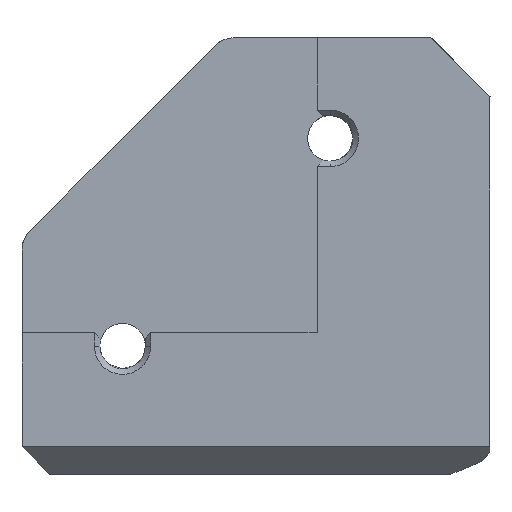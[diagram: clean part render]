
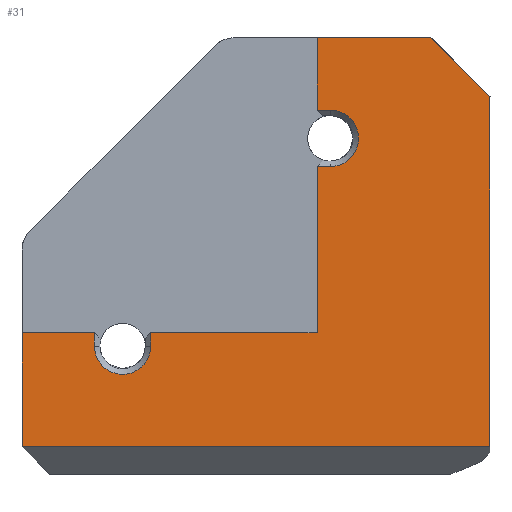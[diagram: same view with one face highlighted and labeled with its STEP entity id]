
A CAD part, top view. The second image highlights one B-rep face of the part: STEP entity #31.
In plain terms, the highlighted planar face has unit normal (0, 0, 1).
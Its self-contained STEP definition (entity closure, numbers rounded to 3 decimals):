
#31=ADVANCED_FACE('',(#80),#752,.T.);
#80=FACE_OUTER_BOUND('',#129,.T.);
#129=EDGE_LOOP('',(#215,#216,#217,#218,#219,#220,#221,#222,#223,#224,#225,
#226,#227,#228,#229,#230,#231));
#215=ORIENTED_EDGE('',*,*,#452,.F.);
#216=ORIENTED_EDGE('',*,*,#445,.F.);
#217=ORIENTED_EDGE('',*,*,#453,.F.);
#218=ORIENTED_EDGE('',*,*,#454,.F.);
#219=ORIENTED_EDGE('',*,*,#455,.F.);
#220=ORIENTED_EDGE('',*,*,#502,.F.);
#221=ORIENTED_EDGE('',*,*,#456,.F.);
#222=ORIENTED_EDGE('',*,*,#457,.F.);
#223=ORIENTED_EDGE('',*,*,#458,.F.);
#224=ORIENTED_EDGE('',*,*,#491,.F.);
#225=ORIENTED_EDGE('',*,*,#459,.F.);
#226=ORIENTED_EDGE('',*,*,#460,.F.);
#227=ORIENTED_EDGE('',*,*,#461,.F.);
#228=ORIENTED_EDGE('',*,*,#486,.F.);
#229=ORIENTED_EDGE('',*,*,#462,.F.);
#230=ORIENTED_EDGE('',*,*,#448,.F.);
#231=ORIENTED_EDGE('',*,*,#418,.F.);
#418=EDGE_CURVE('',#664,#661,#560,.T.);
#445=EDGE_CURVE('',#694,#692,#579,.T.);
#448=EDGE_CURVE('',#661,#698,#582,.T.);
#452=EDGE_CURVE('',#692,#664,#586,.T.);
#453=EDGE_CURVE('',#700,#694,#587,.T.);
#454=EDGE_CURVE('',#701,#700,#588,.T.);
#455=EDGE_CURVE('',#702,#701,#589,.T.);
#456=EDGE_CURVE('',#704,#703,#590,.T.);
#457=EDGE_CURVE('',#705,#704,#591,.T.);
#458=EDGE_CURVE('',#706,#705,#592,.T.);
#459=EDGE_CURVE('',#708,#707,#593,.T.);
#460=EDGE_CURVE('',#709,#708,#546,.T.);
#461=EDGE_CURVE('',#710,#709,#594,.T.);
#462=EDGE_CURVE('',#698,#711,#595,.T.);
#486=EDGE_CURVE('',#711,#710,#615,.T.);
#491=EDGE_CURVE('',#707,#706,#620,.T.);
#502=EDGE_CURVE('',#703,#702,#551,.T.);
#546=(
BOUNDED_CURVE()
B_SPLINE_CURVE(2,(#1331,#1332,#1333,#1334,#1335),.UNSPECIFIED.,.F.,.F.)
B_SPLINE_CURVE_WITH_KNOTS((3,2,3),(-6.596,-3.298,
0.),.UNSPECIFIED.)
CURVE()
GEOMETRIC_REPRESENTATION_ITEM()
RATIONAL_B_SPLINE_CURVE((1.,0.707,1.,0.707,1.))
REPRESENTATION_ITEM('')
);
#551=(
BOUNDED_CURVE()
B_SPLINE_CURVE(2,(#1422,#1423,#1424,#1425,#1426),.UNSPECIFIED.,.F.,.F.)
B_SPLINE_CURVE_WITH_KNOTS((3,2,3),(0.,3.299,6.597),
 .UNSPECIFIED.)
CURVE()
GEOMETRIC_REPRESENTATION_ITEM()
RATIONAL_B_SPLINE_CURVE((1.,0.707,1.,0.707,1.))
REPRESENTATION_ITEM('')
);
#560=B_SPLINE_CURVE_WITH_KNOTS('',1,(#1222,#1223),.UNSPECIFIED.,.F.,.F.,
(2,2),(-34.9,0.),.UNSPECIFIED.);
#579=B_SPLINE_CURVE_WITH_KNOTS('',1,(#1300,#1301,#1302),.UNSPECIFIED.,.F.,
 .F.,(2,1,2),(0.,0.4,6.223),.UNSPECIFIED.);
#582=B_SPLINE_CURVE_WITH_KNOTS('',1,(#1307,#1308),.UNSPECIFIED.,.F.,.F.,
(2,2),(0.,8.5),.UNSPECIFIED.);
#586=B_SPLINE_CURVE_WITH_KNOTS('',1,(#1315,#1316),.UNSPECIFIED.,.F.,.F.,
(2,2),(0.,26.1),.UNSPECIFIED.);
#587=B_SPLINE_CURVE_WITH_KNOTS('',1,(#1317,#1318),.UNSPECIFIED.,.F.,.F.,
(2,2),(-8.5,0.),.UNSPECIFIED.);
#588=B_SPLINE_CURVE_WITH_KNOTS('',1,(#1319,#1320),.UNSPECIFIED.,.F.,.F.,
(2,2),(-5.4,0.),.UNSPECIFIED.);
#589=B_SPLINE_CURVE_WITH_KNOTS('',1,(#1321,#1322),.UNSPECIFIED.,.F.,.F.,
(2,2),(-1.,0.),.UNSPECIFIED.);
#590=B_SPLINE_CURVE_WITH_KNOTS('',1,(#1323,#1324),.UNSPECIFIED.,.F.,.F.,
(2,2),(-1.,0.),.UNSPECIFIED.);
#591=B_SPLINE_CURVE_WITH_KNOTS('',1,(#1325,#1326),.UNSPECIFIED.,.F.,.F.,
(2,2),(-12.4,0.),.UNSPECIFIED.);
#592=B_SPLINE_CURVE_WITH_KNOTS('',1,(#1327,#1328),.UNSPECIFIED.,.F.,.F.,
(2,2),(-12.4,0.),.UNSPECIFIED.);
#593=B_SPLINE_CURVE_WITH_KNOTS('',1,(#1329,#1330),.UNSPECIFIED.,.F.,.F.,
(2,2),(-1.,0.),.UNSPECIFIED.);
#594=B_SPLINE_CURVE_WITH_KNOTS('',1,(#1336,#1337),.UNSPECIFIED.,.F.,.F.,
(2,2),(-1.,0.),.UNSPECIFIED.);
#595=B_SPLINE_CURVE_WITH_KNOTS('',1,(#1338,#1339),.UNSPECIFIED.,.F.,.F.,
(2,2),(-5.4,0.),.UNSPECIFIED.);
#615=B_SPLINE_CURVE_WITH_KNOTS('',1,(#1390,#1391),.UNSPECIFIED.,.F.,.F.,
(2,2),(0.,0.001),.UNSPECIFIED.);
#620=B_SPLINE_CURVE_WITH_KNOTS('',1,(#1400,#1401),.UNSPECIFIED.,.F.,.F.,
(2,2),(0.,0.001),.UNSPECIFIED.);
#661=VERTEX_POINT('',#1134);
#664=VERTEX_POINT('',#1137);
#692=VERTEX_POINT('',#1165);
#694=VERTEX_POINT('',#1167);
#698=VERTEX_POINT('',#1171);
#700=VERTEX_POINT('',#1173);
#701=VERTEX_POINT('',#1174);
#702=VERTEX_POINT('',#1175);
#703=VERTEX_POINT('',#1176);
#704=VERTEX_POINT('',#1177);
#705=VERTEX_POINT('',#1178);
#706=VERTEX_POINT('',#1179);
#707=VERTEX_POINT('',#1180);
#708=VERTEX_POINT('',#1181);
#709=VERTEX_POINT('',#1182);
#710=VERTEX_POINT('',#1183);
#711=VERTEX_POINT('',#1184);
#752=PLANE('',#808);
#808=AXIS2_PLACEMENT_3D('',#940,#847,$);
#847=DIRECTION('',(0.,0.,1.));
#940=CARTESIAN_POINT('',(2169.647,-378.897,699.559));
#1134=CARTESIAN_POINT('',(2173.257,-370.887,699.559));
#1137=CARTESIAN_POINT('',(2208.157,-370.887,699.559));
#1165=CARTESIAN_POINT('',(2208.157,-344.786,699.559));
#1167=CARTESIAN_POINT('',(2203.757,-340.386,699.559));
#1171=CARTESIAN_POINT('',(2173.257,-362.386,699.559));
#1173=CARTESIAN_POINT('',(2195.257,-340.386,699.559));
#1174=CARTESIAN_POINT('',(2195.257,-345.786,699.559));
#1175=CARTESIAN_POINT('',(2196.257,-345.786,699.559));
#1176=CARTESIAN_POINT('',(2196.257,-349.986,699.559));
#1177=CARTESIAN_POINT('',(2195.257,-349.986,699.559));
#1178=CARTESIAN_POINT('',(2195.257,-362.386,699.559));
#1179=CARTESIAN_POINT('',(2182.857,-362.386,699.559));
#1180=CARTESIAN_POINT('',(2182.857,-362.387,699.559));
#1181=CARTESIAN_POINT('',(2182.857,-363.386,699.559));
#1182=CARTESIAN_POINT('',(2178.657,-363.386,699.559));
#1183=CARTESIAN_POINT('',(2178.657,-362.387,699.559));
#1184=CARTESIAN_POINT('',(2178.657,-362.386,699.559));
#1222=CARTESIAN_POINT('',(2208.157,-370.887,699.559));
#1223=CARTESIAN_POINT('',(2173.257,-370.887,699.559));
#1300=CARTESIAN_POINT('',(2203.757,-340.386,699.559));
#1301=CARTESIAN_POINT('',(2204.04,-340.669,699.558));
#1302=CARTESIAN_POINT('',(2208.157,-344.786,699.559));
#1307=CARTESIAN_POINT('',(2173.257,-370.887,699.559));
#1308=CARTESIAN_POINT('',(2173.257,-362.386,699.559));
#1315=CARTESIAN_POINT('',(2208.157,-344.786,699.559));
#1316=CARTESIAN_POINT('',(2208.157,-370.887,699.559));
#1317=CARTESIAN_POINT('',(2195.257,-340.386,699.559));
#1318=CARTESIAN_POINT('',(2203.757,-340.386,699.559));
#1319=CARTESIAN_POINT('',(2195.257,-345.786,699.559));
#1320=CARTESIAN_POINT('',(2195.257,-340.386,699.559));
#1321=CARTESIAN_POINT('',(2196.257,-345.786,699.559));
#1322=CARTESIAN_POINT('',(2195.257,-345.786,699.559));
#1323=CARTESIAN_POINT('',(2195.257,-349.986,699.559));
#1324=CARTESIAN_POINT('',(2196.257,-349.986,699.559));
#1325=CARTESIAN_POINT('',(2195.257,-362.386,699.559));
#1326=CARTESIAN_POINT('',(2195.257,-349.986,699.559));
#1327=CARTESIAN_POINT('',(2182.857,-362.386,699.559));
#1328=CARTESIAN_POINT('',(2195.257,-362.386,699.559));
#1329=CARTESIAN_POINT('',(2182.857,-363.386,699.559));
#1330=CARTESIAN_POINT('',(2182.857,-362.387,699.559));
#1331=CARTESIAN_POINT('',(2178.657,-363.386,699.559));
#1332=CARTESIAN_POINT('',(2178.657,-365.486,699.559));
#1333=CARTESIAN_POINT('',(2180.757,-365.486,699.559));
#1334=CARTESIAN_POINT('',(2182.857,-365.486,699.559));
#1335=CARTESIAN_POINT('',(2182.857,-363.386,699.559));
#1336=CARTESIAN_POINT('',(2178.657,-362.387,699.559));
#1337=CARTESIAN_POINT('',(2178.657,-363.386,699.559));
#1338=CARTESIAN_POINT('',(2173.257,-362.386,699.559));
#1339=CARTESIAN_POINT('',(2178.657,-362.386,699.559));
#1390=CARTESIAN_POINT('',(2178.657,-362.386,699.559));
#1391=CARTESIAN_POINT('',(2178.657,-362.387,699.559));
#1400=CARTESIAN_POINT('',(2182.857,-362.387,699.559));
#1401=CARTESIAN_POINT('',(2182.857,-362.386,699.559));
#1422=CARTESIAN_POINT('',(2196.257,-349.986,699.559));
#1423=CARTESIAN_POINT('',(2198.357,-349.986,699.559));
#1424=CARTESIAN_POINT('',(2198.357,-347.886,699.559));
#1425=CARTESIAN_POINT('',(2198.357,-345.786,699.559));
#1426=CARTESIAN_POINT('',(2196.257,-345.786,699.559));
